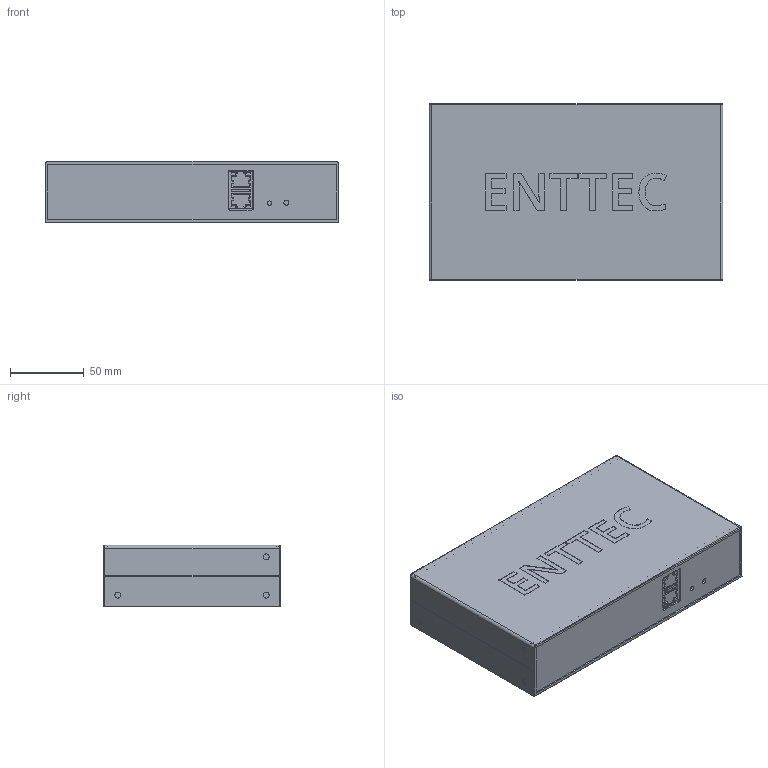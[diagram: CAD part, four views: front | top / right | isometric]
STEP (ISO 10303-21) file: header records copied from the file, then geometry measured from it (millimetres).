
FILE_DESCRIPTION(/* description */ ('','CAx-IF Rec.Pracs.---Representation and Presentation of Product Manufacturing Information (PMI)---4.0---2014-10-13'),/* implementation_level */ '2;1');
FILE_NAME(/* name */ '70068 - User Facing.step',/* time_stamp */ '2024-11-27T11:39:12+11:00',/* author */ (''),/* organization */ (''),/* preprocessor_version */ 'ST-DEVELOPER v20',/* originating_system */ 'Autodesk Translation Framework v13.20.0.188',/* authorisation */ '');
FILE_SCHEMA (('AP242_MANAGED_MODEL_BASED_3D_ENGINEERING_MIM_LF { 1 0 10303 442 1 1 4 }'));
Products named in the file (1): Assemly (User Facing)
Bounding box: 200 x 120 x 42 mm (x, y, z)
Volume: 987254.9 mm3; surface area: 83983.8 mm2
Topology: 1 solids, 3 shells, 2003 faces, 5415 edges, 3364 vertices
Faces by surface type: plane 1573, cylinder 348, bspline 40, torus 27, cone 10, sphere 5
Full cylindrical faces by diameter (mm): 3 x3, 3.4 x1, 4 x5, 6 x1
Entity records: 63410 total; most frequent: CARTESIAN_POINT 12870, ORIENTED_EDGE 10824, DIRECTION 9991, EDGE_CURVE 5412, LINE 4541, VECTOR 4541, VERTEX_POINT 3364, AXIS2_PLACEMENT_3D 2725
